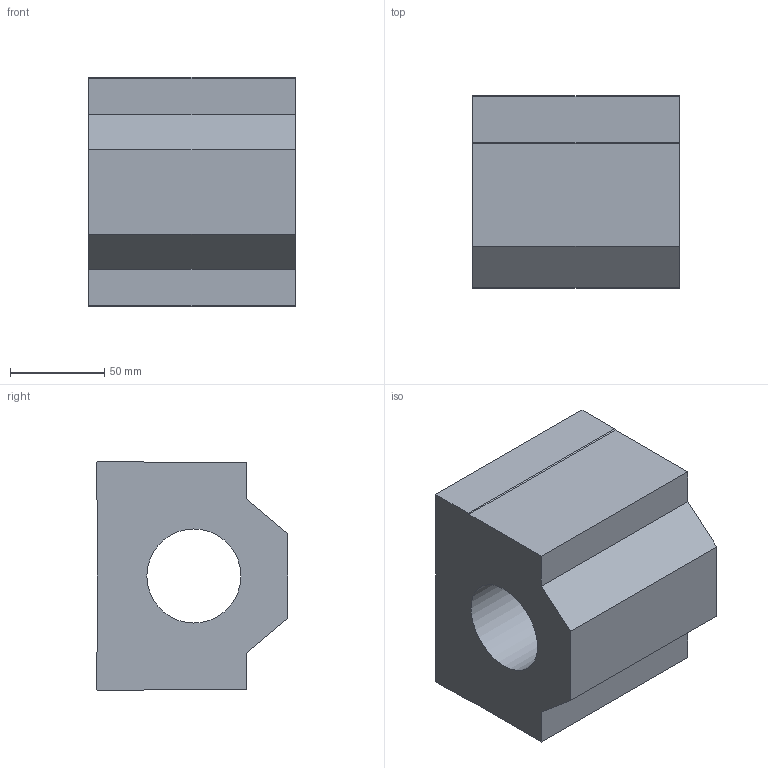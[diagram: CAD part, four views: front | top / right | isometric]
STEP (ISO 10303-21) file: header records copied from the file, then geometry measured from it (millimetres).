
FILE_DESCRIPTION (( 'STEP AP203' ), '1' );
FILE_NAME ('KBA50UU.STEP', '2016-05-08T12:35:04', ( '' ), ( '' ), 'SwSTEP 2.0', 'SolidWorks 2010', '' );
FILE_SCHEMA (( 'CONFIG_CONTROL_DESIGN' ));
Length unit declared in the file: millimetre
Products named in the file (1): KBA50UU
Bounding box: 110 x 102 x 122 mm (x, y, z)
Volume: 993141.6 mm3; surface area: 85596.4 mm2
Topology: 1 solids, 1 shells, 29 faces, 77 edges, 50 vertices
Faces by surface type: plane 20, cylinder 5, cone 4
Full cylindrical faces by diameter (mm): 8.5 x4, 50 x1
Entity records: 889 total; most frequent: CARTESIAN_POINT 140, DIRECTION 134, ORIENTED_EDGE 128, EDGE_CURVE 64, VECTOR 54, LINE 54, VERTEX_POINT 46, AXIS2_PLACEMENT_3D 40
